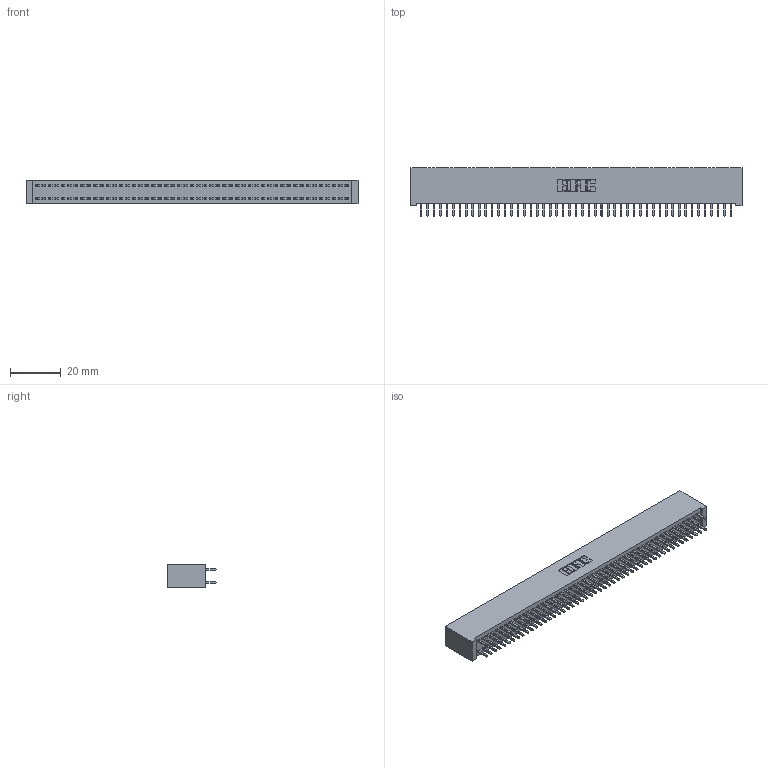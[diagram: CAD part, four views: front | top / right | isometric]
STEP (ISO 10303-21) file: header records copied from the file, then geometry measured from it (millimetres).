
FILE_DESCRIPTION (( 'STEP AP203' ), '1' );
FILE_NAME ('392-098-521-201.STEP', '2019-10-09T20:12:05', ( '' ), ( '' ), 'SwSTEP 2.0', 'SolidWorks 2016', '' );
FILE_SCHEMA (( 'CONFIG_CONTROL_DESIGN' ));
Length unit declared in the file: inch
Products named in the file (3): 342 Part_Lugless; 345-292-001_345-293-121; 392-098-521-201
Assembly tree (99 placements, depth 2):
  392-098-521-201
    342 Part_Lugless
    345-292-001_345-293-121  x98
Bounding box: 130.71 x 19.06 x 9.4 mm (x, y, z)
Volume: 12176.8 mm3; surface area: 20168.6 mm2
Topology: 99 solids, 99 shells, 5198 faces, 15465 edges, 10178 vertices
Faces by surface type: plane 3590, cylinder 1608
Entity records: 30227 total; most frequent: CARTESIAN_POINT 4998, ORIENTED_EDGE 4934, DIRECTION 4251, EDGE_CURVE 2467, VECTOR 2347, LINE 2347, VERTEX_POINT 1642, AXIS2_PLACEMENT_3D 952
